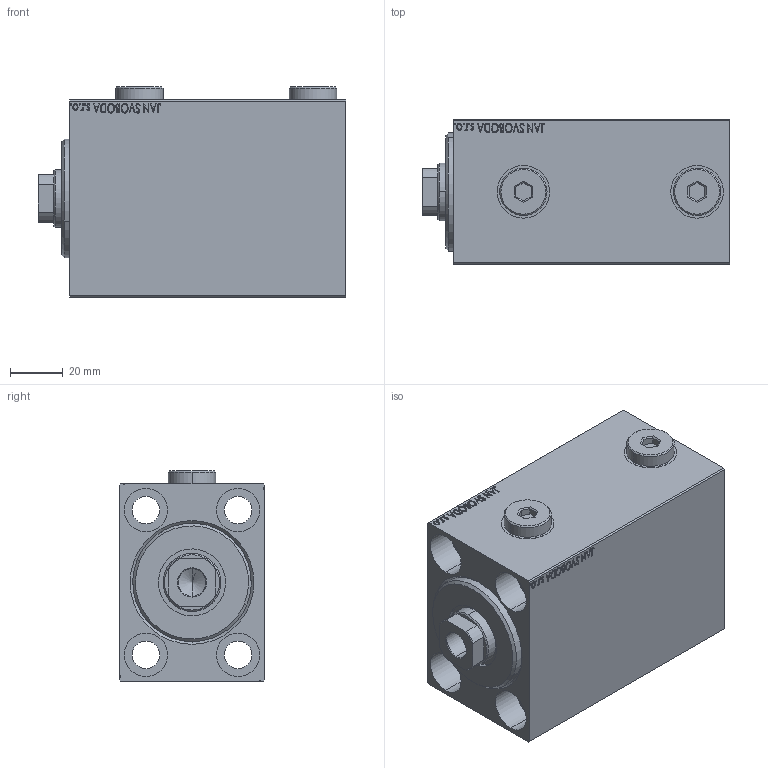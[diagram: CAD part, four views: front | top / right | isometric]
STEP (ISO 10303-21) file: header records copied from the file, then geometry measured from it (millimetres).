
FILE_DESCRIPTION (( 'STEP AP203' ), '1' );
FILE_NAME ('fe35.STEP', '2024-11-13T12:41:58', ( '' ), ( '' ), 'SwSTEP 2.0', 'SolidWorks 2019', '' );
FILE_SCHEMA (( 'CONFIG_CONTROL_DESIGN' ));
Length unit declared in the file: millimetre
Products named in the file (5): fe35; V450CM_VC_B 0adc0f8614aeb2f37fb634c9fa87491e; V450CM_C_Body 0adc0f8614aeb2f37fb634c9fa87491e; Zatka_OIL_PORT 0adc0f8614aeb2f37fb634c9fa87491e; V450CM_C_VCP 0adc0f8614aeb2f37fb634c9fa87491e
Assembly tree (5 placements, depth 2):
  fe35
    V450CM_C_Body 0adc0f8614aeb2f37fb634c9fa87491e
    V450CM_C_VCP 0adc0f8614aeb2f37fb634c9fa87491e
    V450CM_VC_B 0adc0f8614aeb2f37fb634c9fa87491e
    Zatka_OIL_PORT 0adc0f8614aeb2f37fb634c9fa87491e  x2
Bounding box: 117 x 55 x 79.9 mm (x, y, z)
Volume: 364796.1 mm3; surface area: 80102.5 mm2
Topology: 5 solids, 5 shells, 916 faces, 2328 edges, 1537 vertices
Faces by surface type: plane 442, bspline 380, cylinder 76, cone 18
Entity records: 45229 total; most frequent: CARTESIAN_POINT 25420, ORIENTED_EDGE 4572, DIRECTION 2718, EDGE_CURVE 2286, VERTEX_POINT 1513, LINE 1352, VECTOR 1352, EDGE_LOOP 1031
